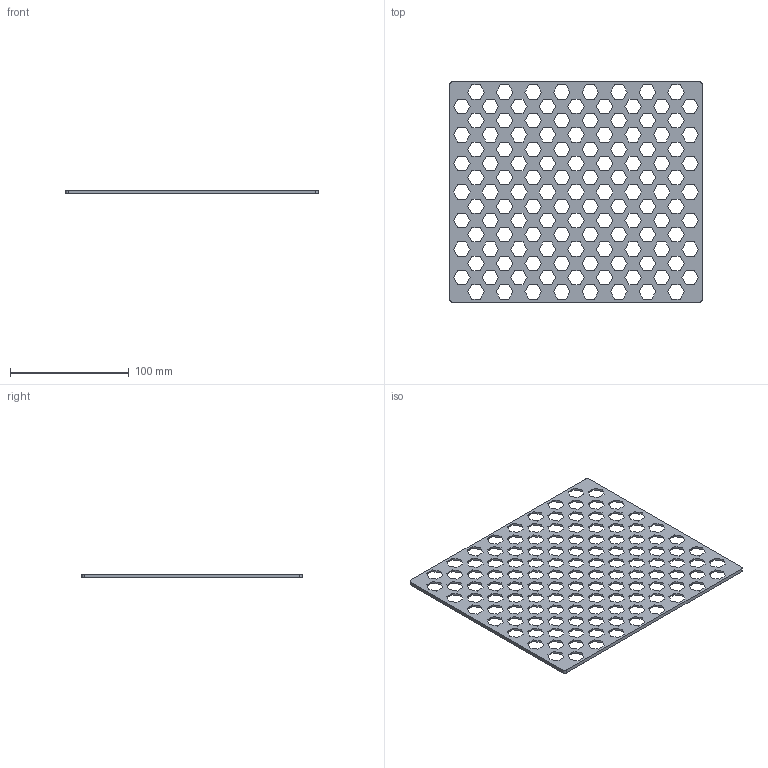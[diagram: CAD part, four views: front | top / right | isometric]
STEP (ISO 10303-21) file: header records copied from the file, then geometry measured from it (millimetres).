
FILE_DESCRIPTION(/* description */ (''),/* implementation_level */ '2;1');
FILE_NAME(/* name */ 'Lower Rear Panel v3.step',/* time_stamp */ '2023-11-21T09:04:34-06:00',/* author */ (''),/* organization */ (''),/* preprocessor_version */ 'ST-DEVELOPER v20',/* originating_system */ 'Autodesk Translation Framework v12.14.0.127',/* authorisation */ '');
FILE_SCHEMA (('AUTOMOTIVE_DESIGN { 1 0 10303 214 3 1 1 }'));
Length unit declared in the file: millimetre
Products named in the file (1): Lower Rear Panel
Bounding box: 212 x 185 x 3 mm (x, y, z)
Volume: 55100.3 mm3; surface area: 59592.9 mm2
Topology: 1 solids, 1 shells, 772 faces, 2310 edges, 1540 vertices
Faces by surface type: plane 768, cylinder 4
Entity records: 25990 total; most frequent: CARTESIAN_POINT 4623, ORIENTED_EDGE 4620, DIRECTION 3864, EDGE_CURVE 2310, LINE 2302, VECTOR 2302, VERTEX_POINT 1540, EDGE_LOOP 1026
